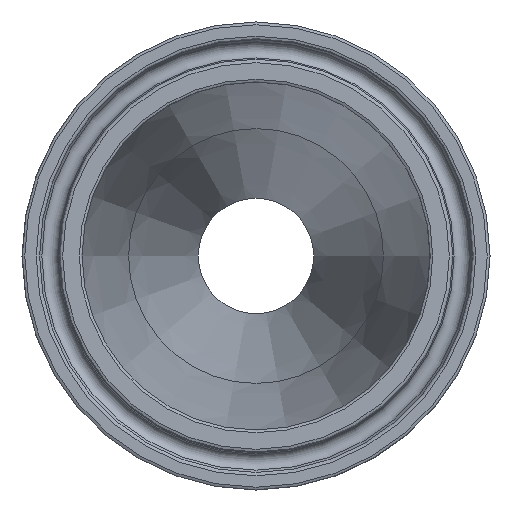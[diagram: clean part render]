
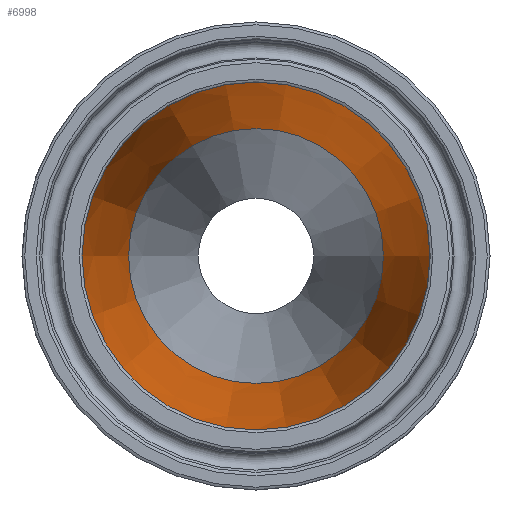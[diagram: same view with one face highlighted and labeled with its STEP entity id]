
A CAD part, left-side view. The second image highlights one B-rep face of the part: STEP entity #6998.
In plain terms, the highlighted conical face has half-angle 7.125 degrees and reference radius 20.574 mm.
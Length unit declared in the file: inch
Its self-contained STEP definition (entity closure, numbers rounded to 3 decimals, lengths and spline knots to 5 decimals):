
#88=FACE_BOUND('',#1615,.T.);
#1171=FACE_OUTER_BOUND('',#1614,.T.);
#1614=EDGE_LOOP('',(#6511));
#1615=EDGE_LOOP('',(#6512));
#1769=CIRCLE('',#7398,0.685);
#1772=CIRCLE('',#7403,0.935);
#3445=VERTEX_POINT('',#15376);
#3448=VERTEX_POINT('',#15384);
#4470=EDGE_CURVE('',#3445,#3445,#1769,.T.);
#4473=EDGE_CURVE('',#3448,#3448,#1772,.T.);
#6511=ORIENTED_EDGE('',*,*,#4473,.F.);
#6512=ORIENTED_EDGE('',*,*,#4470,.T.);
#6563=CONICAL_SURFACE('',#7402,0.81,7.125);
#6998=ADVANCED_FACE('',(#1171,#88),#6563,.F.);
#7398=AXIS2_PLACEMENT_3D('',#15377,#8666,#8667);
#7402=AXIS2_PLACEMENT_3D('',#15383,#8674,#8675);
#7403=AXIS2_PLACEMENT_3D('',#15385,#8676,#8677);
#8666=DIRECTION('center_axis',(1.,0.,0.));
#8667=DIRECTION('ref_axis',(0.,-1.,0.));
#8674=DIRECTION('center_axis',(-1.,0.,0.));
#8675=DIRECTION('ref_axis',(0.,-1.,0.));
#8676=DIRECTION('center_axis',(1.,0.,0.));
#8677=DIRECTION('ref_axis',(0.,-1.,0.));
#15376=CARTESIAN_POINT('',(2.5,-0.685,0.));
#15377=CARTESIAN_POINT('Origin',(2.5,0.,0.));
#15383=CARTESIAN_POINT('Origin',(1.5,0.,0.));
#15384=CARTESIAN_POINT('',(0.5,-0.935,0.));
#15385=CARTESIAN_POINT('Origin',(0.5,0.,0.));
